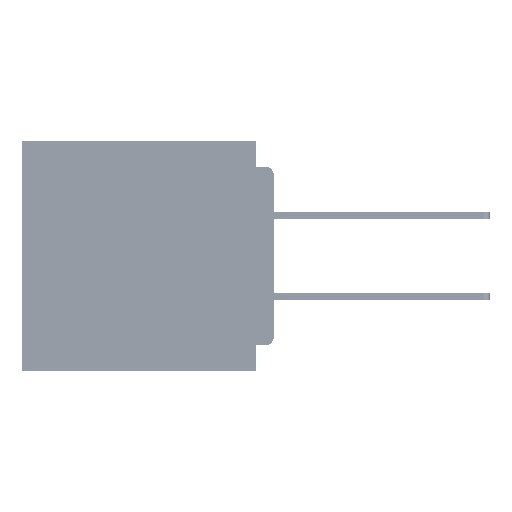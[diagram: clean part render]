
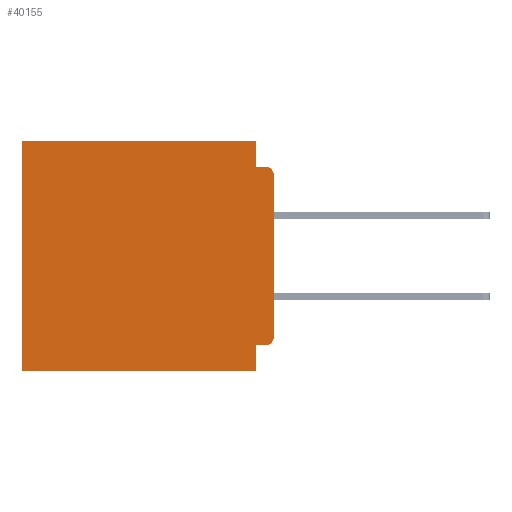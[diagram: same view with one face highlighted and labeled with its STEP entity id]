
A CAD part, left-side view. The second image highlights one B-rep face of the part: STEP entity #40155.
In plain terms, the highlighted planar face has unit normal (-1, 0, 0).
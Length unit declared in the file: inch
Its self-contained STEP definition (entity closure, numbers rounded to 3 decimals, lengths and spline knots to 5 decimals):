
#1 = VECTOR ( 'NONE', #49986, 39.37008 ) ;
#183 = DIRECTION ( 'NONE',  ( 0., 0., -1. ) ) ;
#188 = CIRCLE ( 'NONE', #34611, 0.015 ) ;
#1034 = VERTEX_POINT ( 'NONE', #52672 ) ;
#1670 = LINE ( 'NONE', #18174, #1 ) ;
#3918 = EDGE_CURVE ( 'NONE', #38566, #5507, #41347, .T. ) ;
#4098 = VECTOR ( 'NONE', #52342, 39.37008 ) ;
#5272 = CARTESIAN_POINT ( 'NONE',  ( 0.3, 0., -0.4 ) ) ;
#5285 = CARTESIAN_POINT ( 'NONE',  ( 0.3, 0., -0.4 ) ) ;
#5507 = VERTEX_POINT ( 'NONE', #53035 ) ;
#7673 = DIRECTION ( 'NONE',  ( 0., 0., -1. ) ) ;
#9902 = VERTEX_POINT ( 'NONE', #66179 ) ;
#10653 = DIRECTION ( 'NONE',  ( 0., 1., 0. ) ) ;
#11064 = DIRECTION ( 'NONE',  ( 0., 1., 0. ) ) ;
#12820 = ORIENTED_EDGE ( 'NONE', *, *, #52927, .F. ) ;
#15646 = VERTEX_POINT ( 'NONE', #44649 ) ;
#15921 = ORIENTED_EDGE ( 'NONE', *, *, #43687, .T. ) ;
#18174 = CARTESIAN_POINT ( 'NONE',  ( 0.3, 0., 0. ) ) ;
#20671 = VERTEX_POINT ( 'NONE', #26586 ) ;
#20854 = VERTEX_POINT ( 'NONE', #28201 ) ;
#20886 = CARTESIAN_POINT ( 'NONE',  ( 0.3, 0.437, -0.4 ) ) ;
#22019 = LINE ( 'NONE', #5285, #34460 ) ;
#23474 = CARTESIAN_POINT ( 'NONE',  ( 0.3, 0.031, -0.4 ) ) ;
#24847 = EDGE_CURVE ( 'NONE', #27129, #58217, #27151, .T. ) ;
#25497 = VECTOR ( 'NONE', #68745, 39.37008 ) ;
#26139 = ORIENTED_EDGE ( 'NONE', *, *, #48786, .F. ) ;
#26459 = DIRECTION ( 'NONE',  ( 0., 0., -1. ) ) ;
#26586 = CARTESIAN_POINT ( 'NONE',  ( 0.3, 0.031, 0. ) ) ;
#27129 = VERTEX_POINT ( 'NONE', #57508 ) ;
#27151 = LINE ( 'NONE', #47391, #25497 ) ;
#27963 = CARTESIAN_POINT ( 'NONE',  ( 0.3, 0.015, -0.34 ) ) ;
#28201 = CARTESIAN_POINT ( 'NONE',  ( 0.3, 0.031, -0.355 ) ) ;
#28297 = DIRECTION ( 'NONE',  ( 0., 0., -1. ) ) ;
#28621 = ORIENTED_EDGE ( 'NONE', *, *, #31243, .F. ) ;
#29349 = EDGE_CURVE ( 'NONE', #20671, #49805, #1670, .T. ) ;
#29371 = CARTESIAN_POINT ( 'NONE',  ( 0.3, 0., -0.4 ) ) ;
#30851 = DIRECTION ( 'NONE',  ( -1., 0., 0. ) ) ;
#31155 = AXIS2_PLACEMENT_3D ( 'NONE', #5272, #31972, #183 ) ;
#31243 = EDGE_CURVE ( 'NONE', #20854, #15646, #44604, .T. ) ;
#31972 = DIRECTION ( 'NONE',  ( 1., 0., 0. ) ) ;
#32697 = EDGE_LOOP ( 'NONE', ( #64137, #15921, #60863, #37545, #34373, #62683, #12820, #28621, #26139, #53609 ) ) ;
#33257 = DIRECTION ( 'NONE',  ( 0., 0., -1. ) ) ;
#34249 = LINE ( 'NONE', #64042, #46767 ) ;
#34373 = ORIENTED_EDGE ( 'NONE', *, *, #29349, .T. ) ;
#34460 = VECTOR ( 'NONE', #10653, 39.37008 ) ;
#34556 = LINE ( 'NONE', #20886, #62857 ) ;
#34611 = AXIS2_PLACEMENT_3D ( 'NONE', #27963, #65130, #33257 ) ;
#34888 = CARTESIAN_POINT ( 'NONE',  ( 0.3, 0., -0.06 ) ) ;
#37534 = EDGE_CURVE ( 'NONE', #49805, #1034, #34556, .T. ) ;
#37545 = ORIENTED_EDGE ( 'NONE', *, *, #61817, .F. ) ;
#38566 = VERTEX_POINT ( 'NONE', #34888 ) ;
#40155 = ADVANCED_FACE ( 'NONE', ( #46665 ), #47838, .F. ) ;
#41347 = LINE ( 'NONE', #29371, #68055 ) ;
#42881 = VECTOR ( 'NONE', #7673, 39.37008 ) ;
#43687 = EDGE_CURVE ( 'NONE', #38566, #58217, #54493, .T. ) ;
#44604 = LINE ( 'NONE', #23474, #42881 ) ;
#44649 = CARTESIAN_POINT ( 'NONE',  ( 0.3, 0.031, -0.4 ) ) ;
#46504 = LINE ( 'NONE', #47044, #4098 ) ;
#46665 = FACE_OUTER_BOUND ( 'NONE', #32697, .T. ) ;
#46767 = VECTOR ( 'NONE', #11064, 39.37008 ) ;
#47044 = CARTESIAN_POINT ( 'NONE',  ( 0.3, 0.031, 0. ) ) ;
#47391 = CARTESIAN_POINT ( 'NONE',  ( 0.3, 0., -0.045 ) ) ;
#47838 = PLANE ( 'NONE',  #31155 ) ;
#48786 = EDGE_CURVE ( 'NONE', #9902, #20854, #34249, .T. ) ;
#49805 = VERTEX_POINT ( 'NONE', #63206 ) ;
#49986 = DIRECTION ( 'NONE',  ( 0., 1., 0. ) ) ;
#52342 = DIRECTION ( 'NONE',  ( 0., 0., -1. ) ) ;
#52672 = CARTESIAN_POINT ( 'NONE',  ( 0.3, 0.437, -0.4 ) ) ;
#52927 = EDGE_CURVE ( 'NONE', #15646, #1034, #22019, .T. ) ;
#53035 = CARTESIAN_POINT ( 'NONE',  ( 0.3, 0., -0.34 ) ) ;
#53609 = ORIENTED_EDGE ( 'NONE', *, *, #56125, .T. ) ;
#54493 = CIRCLE ( 'NONE', #57636, 0.015 ) ;
#56125 = EDGE_CURVE ( 'NONE', #9902, #5507, #188, .T. ) ;
#57508 = CARTESIAN_POINT ( 'NONE',  ( 0.3, 0.031, -0.045 ) ) ;
#57636 = AXIS2_PLACEMENT_3D ( 'NONE', #62720, #30851, #68084 ) ;
#58217 = VERTEX_POINT ( 'NONE', #64284 ) ;
#60863 = ORIENTED_EDGE ( 'NONE', *, *, #24847, .F. ) ;
#61817 = EDGE_CURVE ( 'NONE', #20671, #27129, #46504, .T. ) ;
#62683 = ORIENTED_EDGE ( 'NONE', *, *, #37534, .T. ) ;
#62720 = CARTESIAN_POINT ( 'NONE',  ( 0.3, 0.015, -0.06 ) ) ;
#62857 = VECTOR ( 'NONE', #26459, 39.37008 ) ;
#63206 = CARTESIAN_POINT ( 'NONE',  ( 0.3, 0.437, 0. ) ) ;
#64042 = CARTESIAN_POINT ( 'NONE',  ( 0.3, 0., -0.355 ) ) ;
#64137 = ORIENTED_EDGE ( 'NONE', *, *, #3918, .F. ) ;
#64284 = CARTESIAN_POINT ( 'NONE',  ( 0.3, 0.015, -0.045 ) ) ;
#65130 = DIRECTION ( 'NONE',  ( -1., 0., 0. ) ) ;
#66179 = CARTESIAN_POINT ( 'NONE',  ( 0.3, 0.015, -0.355 ) ) ;
#68055 = VECTOR ( 'NONE', #28297, 39.37008 ) ;
#68084 = DIRECTION ( 'NONE',  ( 0., 0., -1. ) ) ;
#68745 = DIRECTION ( 'NONE',  ( 0., -1., 0. ) ) ;
